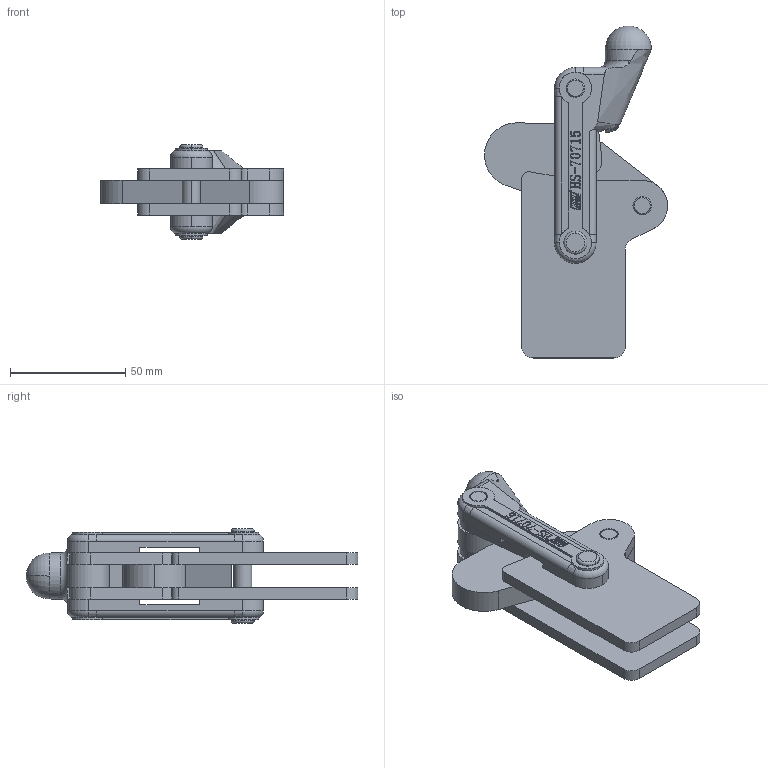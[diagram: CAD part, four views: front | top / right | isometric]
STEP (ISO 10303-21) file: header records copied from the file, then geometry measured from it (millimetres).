
FILE_DESCRIPTION (( 'STEP AP203' ), '1' );
FILE_NAME ('HS-70715 装配体.STEP', '2018-12-07T08:13:22', ( 'PCOS' ), ( '微软中国' ), 'SwSTEP 2.0', 'SolidWorks 2012', '' );
FILE_SCHEMA (( 'CONFIG_CONTROL_DESIGN' ));
Length unit declared in the file: millimetre
Products named in the file (8): HS-70715 蚾饜极; 揤旋; 种3; 种2; 种1; 忒參; 蟀裝; 菁釱
Assembly tree (9 placements, depth 2):
  HS-70715 蚾饜极
    菁釱
    蟀裝  x2
    忒參
    种1
    种2  x2
    种3
    揤旋
Bounding box: 79.4 x 144 x 41 mm (x, y, z)
Volume: 106380.2 mm3; surface area: 46475.5 mm2
Topology: 10 solids, 10 shells, 527 faces, 1409 edges, 928 vertices
Faces by surface type: plane 248, bspline 138, cylinder 116, torus 13, cone 12
Entity records: 22547 total; most frequent: CARTESIAN_POINT 9595, ORIENTED_EDGE 2732, DIRECTION 2101, EDGE_CURVE 1366, VERTEX_POINT 902, LINE 811, VECTOR 811, AXIS2_PLACEMENT_3D 645
